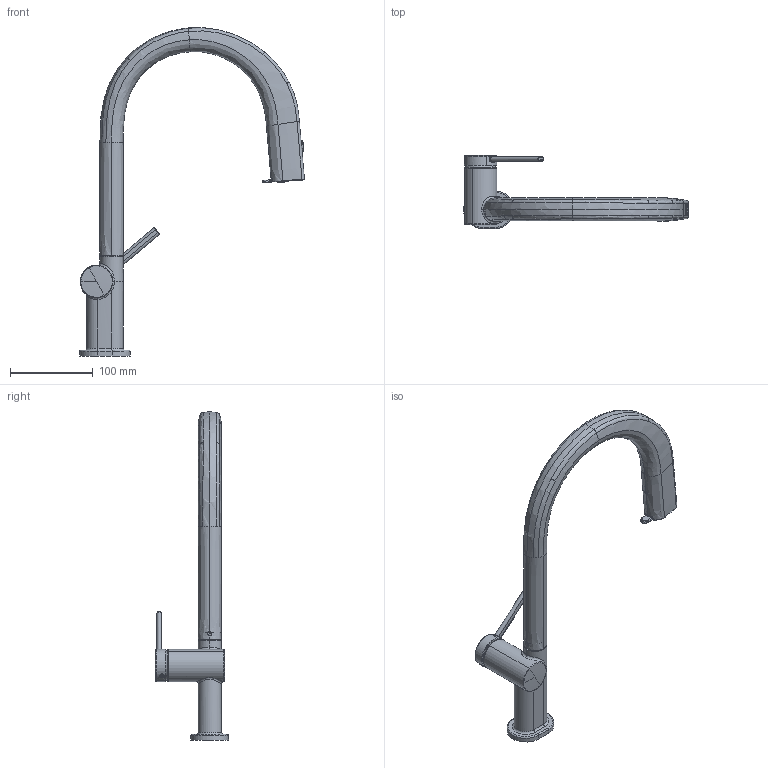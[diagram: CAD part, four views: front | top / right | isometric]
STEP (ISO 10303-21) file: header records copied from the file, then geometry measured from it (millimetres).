
FILE_DESCRIPTION(('CAx-IF Rec.Pracs.---Model Styling and Organization---1.2---2011-12-15','CAx-IF Rec.Pracs.---Geometric and Assembly Validation Properties---4.1---2014-06-16','CAx-IF Rec.Pracs.---PMI Polyline Presentation---2.0---2013-05-24'),'2;1');
FILE_NAME('1000152609_PPR_000.stp','2021-04-30T08:53:32+02:00',(''),(''),'STEP Interface 4.3 by CT CoreTechnologie','3D_Evolution4.3 by CT CoreTechnologie','');
FILE_SCHEMA(('AP203_CONFIGURATION_CONTROLLED_3D_DESIGN_OF_MECHANICAL_PARTS_AND_ASSEMBLIES_MIM_LF'));
Length unit declared in the file: millimetre
Products named in the file (14): P_2 HG 2in1 Filterarmatur210 AZA 1j 1000152609_PPR_000_A0; P_2 GK KHM AZA 2in1 1000152450_PPA_000_A0; P_2 AZA KHM 2in1 1000152605_PPR_000_A0; P_2 Gehäuse AZA KHM 2in1 1000152467_PPA_000_A0; P_2 SR_CA-M18,5x1_SC_A-lam_hellblau 1000138145_PPA_000_A0; P_2 Rosette_KHM_M54 1000124710_PPA_000_A0; P_2 Griff_KHM_M54 1000124712_PPA_000_A0; Griffstopfen_KHM_M54 1000132370_PPA_000_A5; P_2 Rohraufnahme KHM AZB Citterio 1000086391_PPA_000_A0; P_2 Strahlregler KHM 2in1 1000152468_PPA_000_A0; P_2 Taste AV 2in1 mech. O-Auslauf 1000152613_PPA_000_A0; P_2 Aufnahme AZA AV mech. KHM 2in1 1000152612_PPA_000_A0; P_2 Ventilgehaeuse AV KHM 2in1 1000152604_PPA_000_A0; P_2 Auslaufrohr O KHM 2in1 1000152618_PPA_000_A0
Assembly tree (13 placements, depth 3):
  P_2 HG 2in1 Filterarmatur210 AZA 1j 1000152609_PPR_000_A0
    P_2 GK KHM AZA 2in1 1000152450_PPA_000_A0
    P_2 AZA KHM 2in1 1000152605_PPR_000_A0
      P_2 Gehäuse AZA KHM 2in1 1000152467_PPA_000_A0
      P_2 SR_CA-M18,5x1_SC_A-lam_hellblau 1000138145_PPA_000_A0
    P_2 Rosette_KHM_M54 1000124710_PPA_000_A0
    P_2 Griff_KHM_M54 1000124712_PPA_000_A0
    Griffstopfen_KHM_M54 1000132370_PPA_000_A5
    P_2 Rohraufnahme KHM AZB Citterio 1000086391_PPA_000_A0
    P_2 Strahlregler KHM 2in1 1000152468_PPA_000_A0
    P_2 Taste AV 2in1 mech. O-Auslauf 1000152613_PPA_000_A0
    P_2 Aufnahme AZA AV mech. KHM 2in1 1000152612_PPA_000_A0
    P_2 Ventilgehaeuse AV KHM 2in1 1000152604_PPA_000_A0
    P_2 Auslaufrohr O KHM 2in1 1000152618_PPA_000_A0
Bounding box: 270.95 x 88.11 x 395.67 mm (x, y, z)
Volume: 613348.2 mm3; surface area: 100006.3 mm2
Topology: 13 solids, 21 shells, 1390 faces, 3552 edges, 2226 vertices
Faces by surface type: bspline 542, plane 493, cylinder 355
Entity records: 78884 total; most frequent: CARTESIAN_POINT 30403, ORIENTED_EDGE 7076, DIRECTION 6671, EDGE_CURVE 3538, AXIS2_PLACEMENT_3D 2512, VERTEX_POINT 2226, CIRCLE 1650, VECTOR 1647
